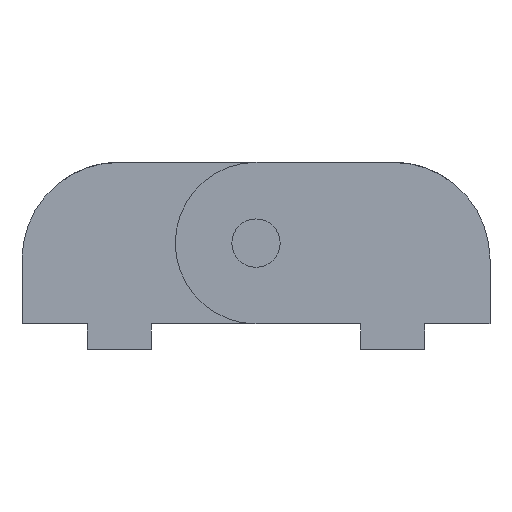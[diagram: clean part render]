
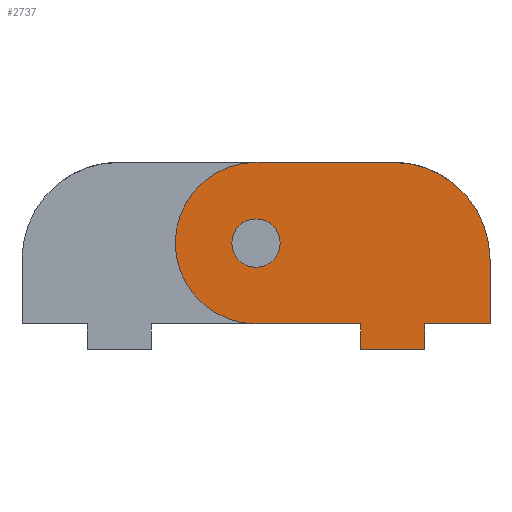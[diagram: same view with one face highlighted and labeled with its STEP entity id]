
A CAD part, front view. The second image highlights one B-rep face of the part: STEP entity #2737.
In plain terms, the highlighted planar face has unit normal (0, -1, 0).
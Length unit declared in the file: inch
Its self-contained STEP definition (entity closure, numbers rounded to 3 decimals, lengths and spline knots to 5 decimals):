
#2182=CARTESIAN_POINT('',(0.4355,-1.155,0.3125));
#2183=VERTEX_POINT('',#2182);
#2192=CARTESIAN_POINT('',(0.6225,-1.155,0.3125));
#2193=VERTEX_POINT('',#2192);
#2194=CARTESIAN_POINT('',(0.529,-1.155,0.3125));
#2195=DIRECTION('',(0.0,1.0,0.0));
#2196=DIRECTION('',(-1.0,0.0,0.0));
#2197=AXIS2_PLACEMENT_3D('',#2194,#2195,#2196);
#2198=CIRCLE('',#2197,0.0935);
#2199=EDGE_CURVE('',#2193,#2183,#2198,.T.);
#2418=CARTESIAN_POINT('',(0.529,-1.155,0.625));
#2419=VERTEX_POINT('',#2418);
#2426=CARTESIAN_POINT('',(1.06,-1.155,0.625));
#2427=VERTEX_POINT('',#2426);
#2428=CARTESIAN_POINT('',(0.529,-1.155,0.625));
#2429=DIRECTION('',(1.0,0.0,0.0));
#2430=VECTOR('',#2429,0.531);
#2431=LINE('',#2428,#2430);
#2432=EDGE_CURVE('',#2419,#2427,#2431,.T.);
#2457=CARTESIAN_POINT('',(0.529,-1.155,0.3125));
#2458=DIRECTION('',(0.0,1.0,0.0));
#2459=DIRECTION('',(-1.0,0.0,0.0));
#2460=AXIS2_PLACEMENT_3D('',#2457,#2458,#2459);
#2461=CIRCLE('',#2460,0.0935);
#2462=EDGE_CURVE('',#2183,#2193,#2461,.T.);
#2482=CARTESIAN_POINT('',(1.435,-1.155,0.));
#2483=VERTEX_POINT('',#2482);
#2490=CARTESIAN_POINT('',(1.183,-1.155,0.));
#2491=VERTEX_POINT('',#2490);
#2492=CARTESIAN_POINT('',(1.435,-1.155,0.));
#2493=DIRECTION('',(-1.0,0.0,0.0));
#2494=VECTOR('',#2493,0.252);
#2495=LINE('',#2492,#2494);
#2496=EDGE_CURVE('',#2483,#2491,#2495,.T.);
#2520=CARTESIAN_POINT('',(1.435,-1.155,0.25));
#2521=VERTEX_POINT('',#2520);
#2528=CARTESIAN_POINT('',(1.435,-1.155,0.25));
#2529=DIRECTION('',(0.0,0.0,-1.0));
#2530=VECTOR('',#2529,0.25);
#2531=LINE('',#2528,#2530);
#2532=EDGE_CURVE('',#2521,#2483,#2531,.T.);
#2546=CARTESIAN_POINT('',(1.06,-1.155,0.25));
#2547=DIRECTION('',(0.0,1.0,0.0));
#2548=DIRECTION('',(-1.0,0.0,0.0));
#2549=AXIS2_PLACEMENT_3D('',#2546,#2547,#2548);
#2550=CIRCLE('',#2549,0.375);
#2551=EDGE_CURVE('',#2427,#2521,#2550,.T.);
#2579=CARTESIAN_POINT('',(0.529,-1.155,0.));
#2580=VERTEX_POINT('',#2579);
#2587=CARTESIAN_POINT('',(0.529,-1.155,0.3125));
#2588=DIRECTION('',(0.0,1.0,0.0));
#2589=DIRECTION('',(-1.0,0.0,0.0));
#2590=AXIS2_PLACEMENT_3D('',#2587,#2588,#2589);
#2591=CIRCLE('',#2590,0.3125);
#2592=EDGE_CURVE('',#2580,#2419,#2591,.T.);
#2611=CARTESIAN_POINT('',(0.934,-1.155,0.));
#2612=VERTEX_POINT('',#2611);
#2619=CARTESIAN_POINT('',(0.934,-1.155,0.));
#2620=DIRECTION('',(-1.0,0.0,0.0));
#2621=VECTOR('',#2620,0.405);
#2622=LINE('',#2619,#2621);
#2623=EDGE_CURVE('',#2612,#2580,#2622,.T.);
#2642=CARTESIAN_POINT('',(0.934,-1.155,-0.1));
#2643=VERTEX_POINT('',#2642);
#2650=CARTESIAN_POINT('',(0.934,-1.155,-0.1));
#2651=DIRECTION('',(0.0,0.0,1.0));
#2652=VECTOR('',#2651,0.1);
#2653=LINE('',#2650,#2652);
#2654=EDGE_CURVE('',#2643,#2612,#2653,.T.);
#2673=CARTESIAN_POINT('',(1.183,-1.155,-0.1));
#2674=VERTEX_POINT('',#2673);
#2681=CARTESIAN_POINT('',(1.183,-1.155,-0.1));
#2682=DIRECTION('',(-1.0,0.0,0.0));
#2683=VECTOR('',#2682,0.249);
#2684=LINE('',#2681,#2683);
#2685=EDGE_CURVE('',#2674,#2643,#2684,.T.);
#2707=CARTESIAN_POINT('',(1.183,-1.155,0.));
#2708=DIRECTION('',(0.0,0.0,-1.0));
#2709=VECTOR('',#2708,0.1);
#2710=LINE('',#2707,#2709);
#2711=EDGE_CURVE('',#2491,#2674,#2710,.T.);
#2717=CARTESIAN_POINT('',(0.97852,-1.155,0.19342));
#2718=DIRECTION('',(0.0,-1.0,0.0));
#2719=DIRECTION('',(0.0,0.0,1.0));
#2720=AXIS2_PLACEMENT_3D('',#2717,#2718,#2719);
#2721=PLANE('',#2720);
#2722=ORIENTED_EDGE('',*,*,#2711,.F.);
#2723=ORIENTED_EDGE('',*,*,#2496,.F.);
#2724=ORIENTED_EDGE('',*,*,#2532,.F.);
#2725=ORIENTED_EDGE('',*,*,#2551,.F.);
#2726=ORIENTED_EDGE('',*,*,#2432,.F.);
#2727=ORIENTED_EDGE('',*,*,#2592,.F.);
#2728=ORIENTED_EDGE('',*,*,#2623,.F.);
#2729=ORIENTED_EDGE('',*,*,#2654,.F.);
#2730=ORIENTED_EDGE('',*,*,#2685,.F.);
#2731=EDGE_LOOP('',(#2722,#2723,#2724,#2725,#2726,#2727,#2728,#2729,#2730));
#2732=FACE_OUTER_BOUND('',#2731,.T.);
#2733=ORIENTED_EDGE('',*,*,#2462,.T.);
#2734=ORIENTED_EDGE('',*,*,#2199,.T.);
#2735=EDGE_LOOP('',(#2733,#2734));
#2736=FACE_BOUND('',#2735,.T.);
#2737=ADVANCED_FACE('',(#2732,#2736),#2721,.T.);
